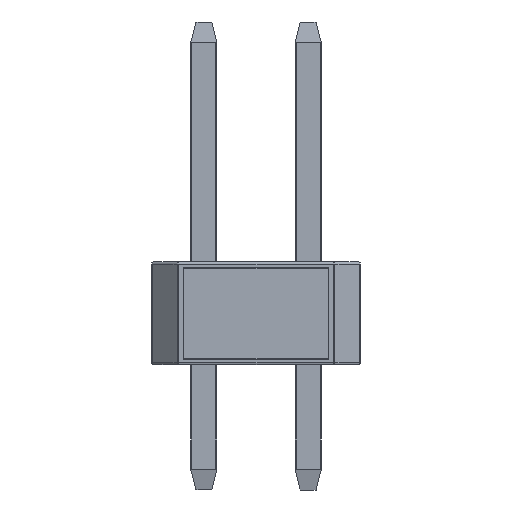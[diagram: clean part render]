
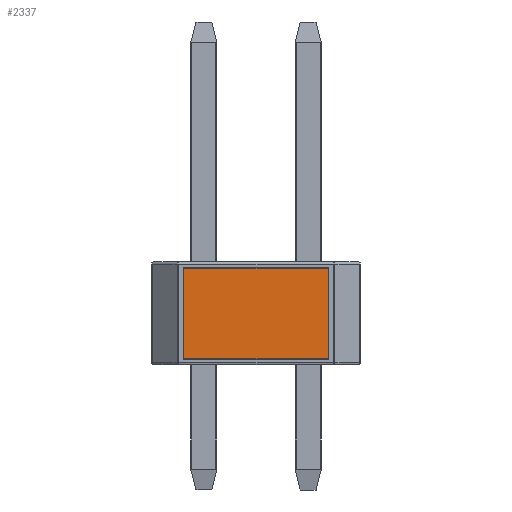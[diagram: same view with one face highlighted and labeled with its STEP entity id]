
A CAD part, left-side view. The second image highlights one B-rep face of the part: STEP entity #2337.
In plain terms, the highlighted planar face has unit normal (-1, 0, 0).
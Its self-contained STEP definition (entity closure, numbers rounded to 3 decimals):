
#386=FACE_OUTER_BOUND('',#512,.T.);
#512=EDGE_LOOP('',(#1914,#1915,#1916,#1917));
#651=LINE('',#3631,#867);
#652=LINE('',#3636,#868);
#655=LINE('',#3644,#871);
#657=LINE('',#3647,#873);
#867=VECTOR('',#2900,10.);
#868=VECTOR('',#2905,10.);
#871=VECTOR('',#2914,10.);
#873=VECTOR('',#2918,10.);
#1064=VERTEX_POINT('',#3628);
#1065=VERTEX_POINT('',#3630);
#1066=VERTEX_POINT('',#3634);
#1067=VERTEX_POINT('',#3635);
#1280=EDGE_CURVE('',#1065,#1064,#651,.T.);
#1282=EDGE_CURVE('',#1066,#1067,#652,.T.);
#1287=EDGE_CURVE('',#1064,#1066,#655,.T.);
#1289=EDGE_CURVE('',#1067,#1065,#657,.T.);
#1914=ORIENTED_EDGE('',*,*,#1287,.T.);
#1915=ORIENTED_EDGE('',*,*,#1282,.T.);
#1916=ORIENTED_EDGE('',*,*,#1289,.T.);
#1917=ORIENTED_EDGE('',*,*,#1280,.T.);
#2100=PLANE('',#2583);
#2337=ADVANCED_FACE('',(#386),#2100,.T.);
#2583=AXIS2_PLACEMENT_3D('',#3845,#3169,#3170);
#2900=DIRECTION('',(0.,1.,0.));
#2905=DIRECTION('',(0.,-1.,0.));
#2914=DIRECTION('',(0.,0.,-1.));
#2918=DIRECTION('',(0.,0.,1.));
#3169=DIRECTION('center_axis',(-1.,0.,0.));
#3170=DIRECTION('ref_axis',(0.,0.,1.));
#3628=CARTESIAN_POINT('',(-1.27,3.023,2.35));
#3630=CARTESIAN_POINT('',(-1.27,-0.488,2.35));
#3631=CARTESIAN_POINT('',(-1.27,3.023,2.35));
#3634=CARTESIAN_POINT('',(-1.27,3.023,0.15));
#3635=CARTESIAN_POINT('',(-1.27,-0.488,0.15));
#3636=CARTESIAN_POINT('',(-1.27,-0.488,0.15));
#3644=CARTESIAN_POINT('',(-1.27,3.023,0.15));
#3647=CARTESIAN_POINT('',(-1.27,-0.488,2.35));
#3845=CARTESIAN_POINT('Origin',(-1.27,1.268,1.25));
